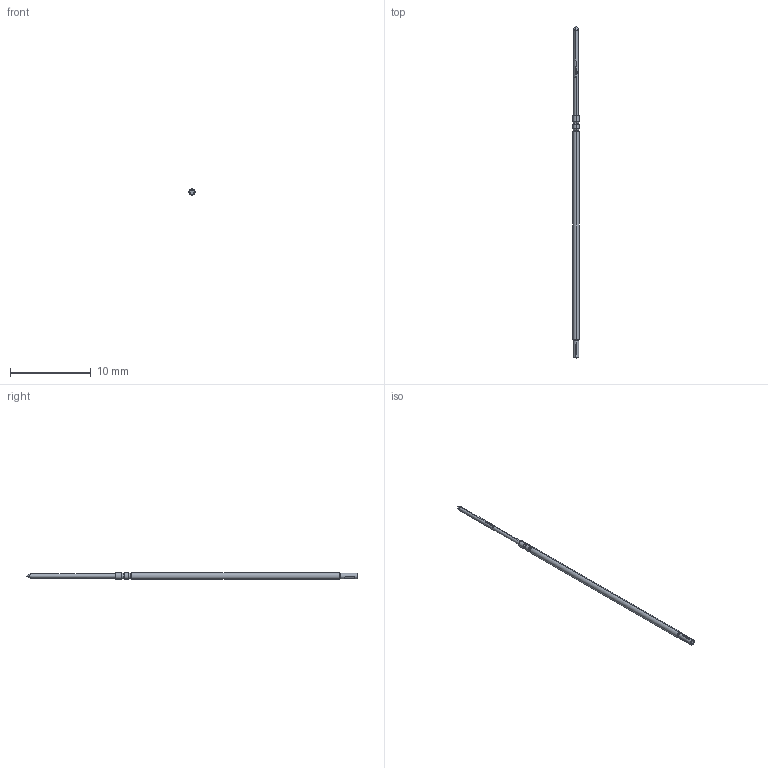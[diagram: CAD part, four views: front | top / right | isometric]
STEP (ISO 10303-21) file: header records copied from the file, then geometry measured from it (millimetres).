
FILE_DESCRIPTION (( 'STEP AP203' ), '1' );
FILE_NAME ('INGUN_S-039_297_050_A_xx00_L.STEP', '2022-01-27T12:17:49', ( 'ochi' ), ( '' ), 'SwSTEP 2.0', 'SolidWorks 2018', '' );
FILE_SCHEMA (( 'CONFIG_CONTROL_DESIGN' ));
Length unit declared in the file: millimetre
Products named in the file (1): INGUN_S-039_297_050_A_xx00_L
Bounding box: 0.78 x 41.02 x 0.78 mm (x, y, z)
Volume: 15.6 mm3; surface area: 94.4 mm2
Topology: 1 solids, 1 shells, 148 faces, 392 edges, 253 vertices
Faces by surface type: plane 53, cylinder 45, bspline 34, torus 16
Entity records: 5687 total; most frequent: CARTESIAN_POINT 2150, ORIENTED_EDGE 784, DIRECTION 656, EDGE_CURVE 392, AXIS2_PLACEMENT_3D 267, VERTEX_POINT 253, EDGE_LOOP 155, CIRCLE 152
